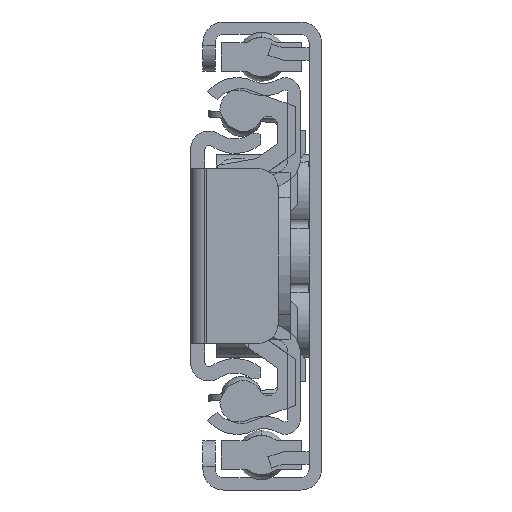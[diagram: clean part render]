
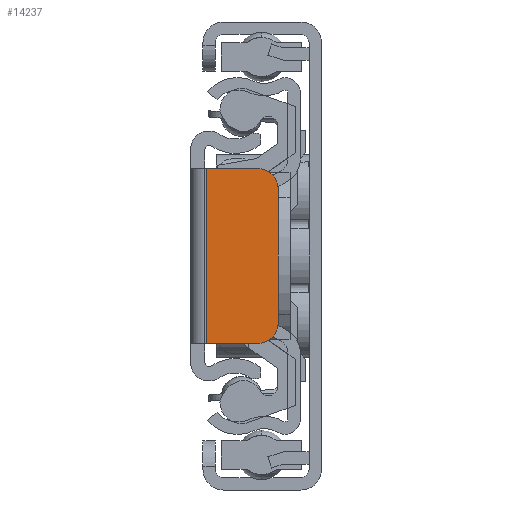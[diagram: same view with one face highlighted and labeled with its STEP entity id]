
A CAD part, front view. The second image highlights one B-rep face of the part: STEP entity #14237.
In plain terms, the highlighted face is planar.
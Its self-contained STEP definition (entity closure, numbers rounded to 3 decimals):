
#13090=DIRECTION('',(0.,0.,1.));
#13091=VECTOR('',#13090,17.);
#13092=CARTESIAN_POINT('',(-1.9,546.5,-8.5));
#13093=LINE('',#13092,#13091);
#13094=DIRECTION('',(-1.,0.,0.));
#13095=VECTOR('',#13094,5.);
#13096=CARTESIAN_POINT('',(3.1,546.5,-8.5));
#13097=LINE('',#13096,#13095);
#13098=CARTESIAN_POINT('',(3.1,546.5,-6.5));
#13099=DIRECTION('',(0.,1.,0.));
#13100=DIRECTION('',(1.,0.,0.));
#13101=AXIS2_PLACEMENT_3D('',#13098,#13099,#13100);
#13103=DIRECTION('',(0.,0.,-1.));
#13104=VECTOR('',#13103,13.);
#13105=CARTESIAN_POINT('',(5.1,546.5,6.5));
#13106=LINE('',#13105,#13104);
#13107=CARTESIAN_POINT('',(3.1,546.5,6.5));
#13108=DIRECTION('',(0.,1.,0.));
#13109=DIRECTION('',(0.,0.,1.));
#13110=AXIS2_PLACEMENT_3D('',#13107,#13108,#13109);
#13112=DIRECTION('',(1.,0.,0.));
#13113=VECTOR('',#13112,5.);
#13114=CARTESIAN_POINT('',(-1.9,546.5,8.5));
#13115=LINE('',#13114,#13113);
#13382=CARTESIAN_POINT('',(3.1,546.5,8.5));
#13383=CARTESIAN_POINT('',(5.1,546.5,6.5));
#13384=VERTEX_POINT('',#13382);
#13385=VERTEX_POINT('',#13383);
#13386=CARTESIAN_POINT('',(5.1,546.5,-6.5));
#13387=VERTEX_POINT('',#13386);
#13388=CARTESIAN_POINT('',(3.1,546.5,-8.5));
#13389=VERTEX_POINT('',#13388);
#13390=CARTESIAN_POINT('',(-1.9,546.5,8.5));
#13392=VERTEX_POINT('',#13390);
#13396=CARTESIAN_POINT('',(-1.9,546.5,-8.5));
#13397=VERTEX_POINT('',#13396);
#14221=CARTESIAN_POINT('',(-3.4,546.5,0.));
#14222=DIRECTION('',(0.,1.,0.));
#14223=DIRECTION('',(1.,0.,0.));
#14224=AXIS2_PLACEMENT_3D('',#14221,#14222,#14223);
#14225=PLANE('',#14224);
#14226=ORIENTED_EDGE('',*,*,#14198,.F.);
#14227=ORIENTED_EDGE('',*,*,#14184,.F.);
#14229=ORIENTED_EDGE('',*,*,#14228,.F.);
#14231=ORIENTED_EDGE('',*,*,#14230,.F.);
#14233=ORIENTED_EDGE('',*,*,#14232,.F.);
#14234=ORIENTED_EDGE('',*,*,#14209,.F.);
#14235=EDGE_LOOP('',(#14226,#14227,#14229,#14231,#14233,#14234));
#14236=FACE_OUTER_BOUND('',#14235,.F.);
#14237=ADVANCED_FACE('',(#14236),#14225,.T.);
#13102=CIRCLE('',#13101,2.);
#13111=CIRCLE('',#13110,2.);
#14184=EDGE_CURVE('',#13389,#13397,#13097,.T.);
#14198=EDGE_CURVE('',#13397,#13392,#13093,.T.);
#14209=EDGE_CURVE('',#13392,#13384,#13115,.T.);
#14228=EDGE_CURVE('',#13387,#13389,#13102,.T.);
#14230=EDGE_CURVE('',#13385,#13387,#13106,.T.);
#14232=EDGE_CURVE('',#13384,#13385,#13111,.T.);
